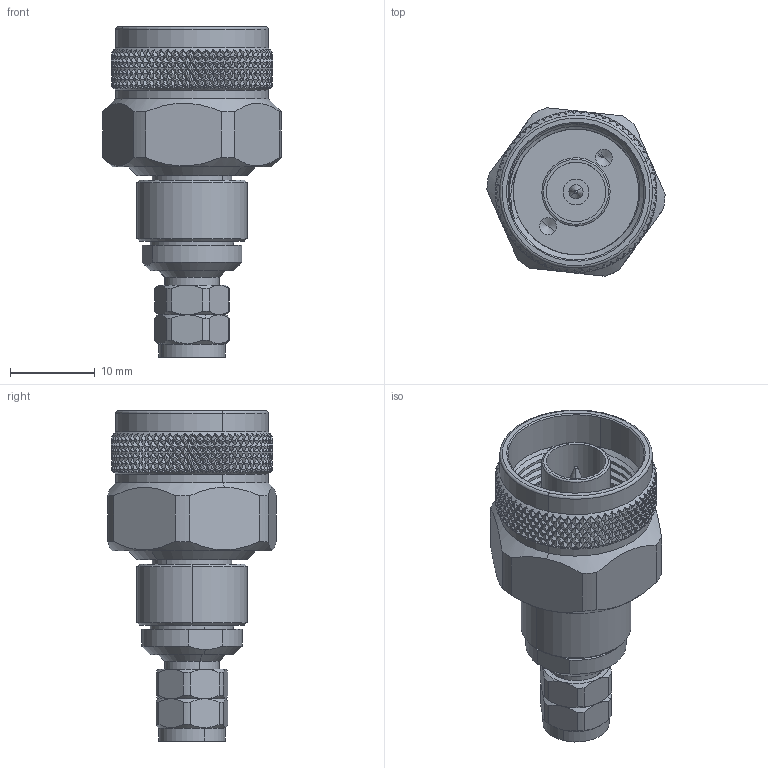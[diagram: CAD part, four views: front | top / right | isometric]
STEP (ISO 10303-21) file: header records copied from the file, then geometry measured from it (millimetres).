
FILE_DESCRIPTION (( 'STEP AP214' ), '1' );
FILE_NAME ('CT-NM2M-LN1.STEP', '2025-01-17T00:05:50', ( '' ), ( '' ), 'SwSTEP 2.0', 'SolidWorks 2021', '' );
FILE_SCHEMA (( 'AUTOMOTIVE_DESIGN' ));
Length unit declared in the file: inch
Products named in the file (1): CT-NM2M-LN1
Bounding box: 20.99 x 19.85 x 38.93 mm (x, y, z)
Volume: 4428.1 mm3; surface area: 4805.6 mm2
Topology: 3 solids, 5 shells, 2786 faces, 5910 edges, 3154 vertices
Faces by surface type: bspline 2082, cylinder 564, cone 70, plane 62, torus 6, sphere 2
Entity records: 116576 total; most frequent: CARTESIAN_POINT 44346, ORIENTED_EDGE 11806, EDGE_CURVE 5903, VERTEX_POINT 3153, EDGE_LOOP 2820, UNCERTAINTY_MEASURE_WITH_UNIT 2787, LENGTH_MEASURE_WITH_UNIT 2787, DIMENSIONAL_EXPONENTS 2787
